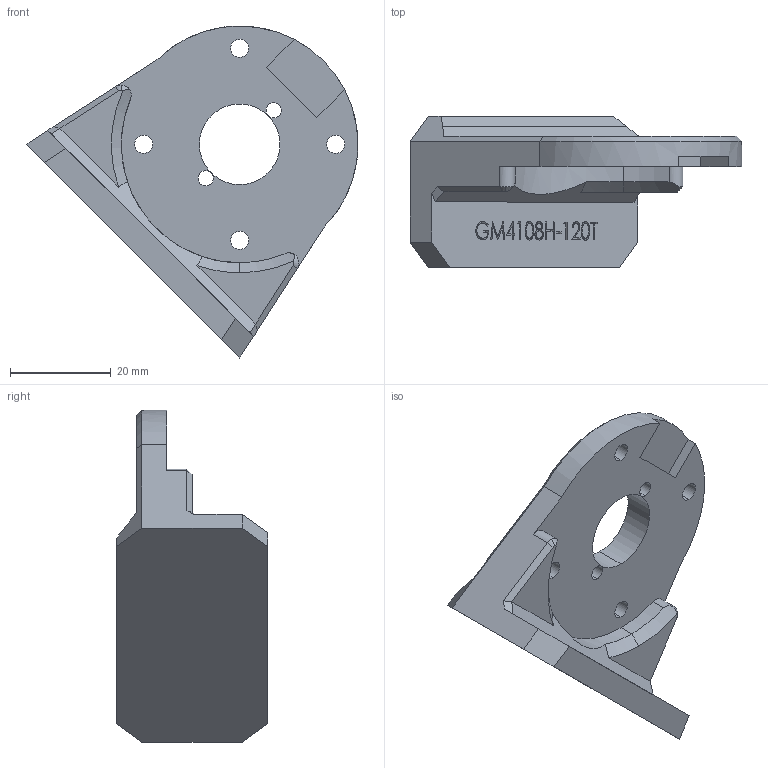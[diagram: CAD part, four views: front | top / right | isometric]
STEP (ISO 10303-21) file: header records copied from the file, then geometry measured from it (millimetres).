
FILE_DESCRIPTION (( 'STEP AP203' ), '1' );
FILE_NAME ('mount2.STEP', '2022-07-04T00:27:08', ( '' ), ( '' ), 'SwSTEP 2.0', 'SolidWorks 2022', '' );
FILE_SCHEMA (( 'CONFIG_CONTROL_DESIGN' ));
Length unit declared in the file: millimetre
Products named in the file (1): mount2
Bounding box: 65.93 x 30 x 65.93 mm (x, y, z)
Volume: 21622.1 mm3; surface area: 9401.2 mm2
Topology: 1 solids, 1 shells, 202 faces, 532 edges, 353 vertices
Faces by surface type: plane 118, bspline 50, cylinder 27, cone 7
Entity records: 9652 total; most frequent: CARTESIAN_POINT 4843, ORIENTED_EDGE 1064, DIRECTION 794, EDGE_CURVE 532, LINE 358, VECTOR 358, VERTEX_POINT 353, EDGE_LOOP 237
